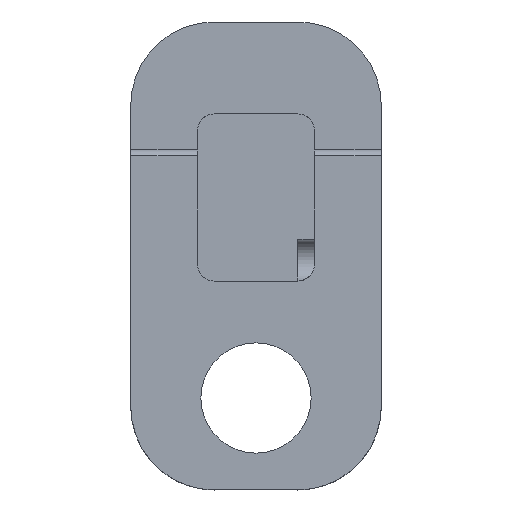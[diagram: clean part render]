
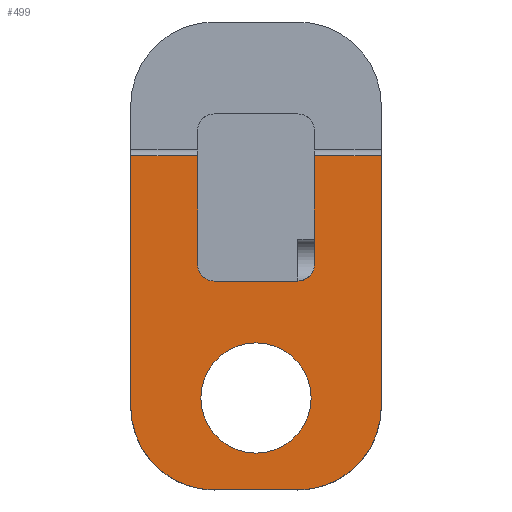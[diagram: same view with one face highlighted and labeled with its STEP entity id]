
A CAD part, top view. The second image highlights one B-rep face of the part: STEP entity #499.
In plain terms, the highlighted planar face has unit normal (0, 0, 1).
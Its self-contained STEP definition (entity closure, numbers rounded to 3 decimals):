
#18=FACE_BOUND('',#84,.T.);
#32=PLANE('',#564);
#57=FACE_OUTER_BOUND('',#83,.T.);
#83=EDGE_LOOP('',(#444,#445,#446,#447,#448,#449,#450,#451,#452,#453,#454,
#455));
#84=EDGE_LOOP('',(#456,#457));
#91=LINE('',#732,#134);
#101=LINE('',#762,#144);
#105=LINE('',#781,#148);
#107=LINE('',#789,#150);
#109=LINE('',#795,#152);
#115=LINE('',#818,#158);
#121=LINE('',#856,#164);
#129=LINE('',#877,#172);
#134=VECTOR('',#583,10.);
#144=VECTOR('',#609,10.);
#148=VECTOR('',#619,10.);
#150=VECTOR('',#629,10.);
#152=VECTOR('',#635,10.);
#158=VECTOR('',#649,10.);
#164=VECTOR('',#681,10.);
#172=VECTOR('',#709,10.);
#181=CIRCLE('',#530,1.);
#182=CIRCLE('',#533,1.);
#185=CIRCLE('',#539,5.);
#193=CIRCLE('',#550,3.3);
#194=CIRCLE('',#551,3.3);
#195=CIRCLE('',#553,5.);
#205=VERTEX_POINT('',#729);
#206=VERTEX_POINT('',#731);
#217=VERTEX_POINT('',#759);
#218=VERTEX_POINT('',#761);
#219=VERTEX_POINT('',#775);
#220=VERTEX_POINT('',#779);
#222=VERTEX_POINT('',#787);
#224=VERTEX_POINT('',#792);
#225=VERTEX_POINT('',#797);
#226=VERTEX_POINT('',#798);
#240=VERTEX_POINT('',#844);
#241=VERTEX_POINT('',#846);
#242=VERTEX_POINT('',#850);
#243=VERTEX_POINT('',#851);
#254=EDGE_CURVE('',#206,#205,#91,.T.);
#269=EDGE_CURVE('',#218,#217,#101,.T.);
#273=EDGE_CURVE('',#219,#205,#181,.T.);
#275=EDGE_CURVE('',#219,#220,#105,.T.);
#276=EDGE_CURVE('',#218,#220,#182,.T.);
#279=EDGE_CURVE('',#217,#222,#107,.T.);
#282=EDGE_CURVE('',#224,#206,#109,.T.);
#283=EDGE_CURVE('',#225,#226,#185,.T.);
#291=EDGE_CURVE('',#225,#224,#115,.T.);
#303=EDGE_CURVE('',#241,#240,#193,.T.);
#304=EDGE_CURVE('',#240,#241,#194,.T.);
#305=EDGE_CURVE('',#242,#243,#195,.T.);
#308=EDGE_CURVE('',#222,#243,#121,.T.);
#319=EDGE_CURVE('',#242,#226,#129,.T.);
#444=ORIENTED_EDGE('',*,*,#283,.F.);
#445=ORIENTED_EDGE('',*,*,#291,.T.);
#446=ORIENTED_EDGE('',*,*,#282,.T.);
#447=ORIENTED_EDGE('',*,*,#254,.T.);
#448=ORIENTED_EDGE('',*,*,#273,.F.);
#449=ORIENTED_EDGE('',*,*,#275,.T.);
#450=ORIENTED_EDGE('',*,*,#276,.F.);
#451=ORIENTED_EDGE('',*,*,#269,.T.);
#452=ORIENTED_EDGE('',*,*,#279,.T.);
#453=ORIENTED_EDGE('',*,*,#308,.T.);
#454=ORIENTED_EDGE('',*,*,#305,.F.);
#455=ORIENTED_EDGE('',*,*,#319,.T.);
#456=ORIENTED_EDGE('',*,*,#303,.T.);
#457=ORIENTED_EDGE('',*,*,#304,.T.);
#499=ADVANCED_FACE('',(#57,#18),#32,.T.);
#530=AXIS2_PLACEMENT_3D('',#777,#614,#615);
#533=AXIS2_PLACEMENT_3D('',#783,#622,#623);
#539=AXIS2_PLACEMENT_3D('',#799,#638,#639);
#550=AXIS2_PLACEMENT_3D('',#847,#669,#670);
#551=AXIS2_PLACEMENT_3D('',#848,#671,#672);
#553=AXIS2_PLACEMENT_3D('',#852,#675,#676);
#564=AXIS2_PLACEMENT_3D('',#876,#707,#708);
#583=DIRECTION('',(0.,-1.,0.));
#609=DIRECTION('',(0.,1.,0.));
#614=DIRECTION('center_axis',(0.,0.,1.));
#615=DIRECTION('ref_axis',(0.707,-0.707,0.));
#619=DIRECTION('',(-1.,0.,0.));
#622=DIRECTION('center_axis',(0.,0.,1.));
#623=DIRECTION('ref_axis',(-0.707,-0.707,0.));
#629=DIRECTION('',(-1.,0.,0.));
#635=DIRECTION('',(-1.,0.,0.));
#638=DIRECTION('center_axis',(0.,0.,-1.));
#639=DIRECTION('ref_axis',(0.707,-0.707,0.));
#649=DIRECTION('',(0.,1.,0.));
#669=DIRECTION('center_axis',(0.,0.,-1.));
#670=DIRECTION('ref_axis',(-1.,0.,0.));
#671=DIRECTION('center_axis',(0.,0.,-1.));
#672=DIRECTION('ref_axis',(-1.,0.,0.));
#675=DIRECTION('center_axis',(0.,0.,-1.));
#676=DIRECTION('ref_axis',(-0.707,-0.707,0.));
#681=DIRECTION('',(0.,-1.,0.));
#707=DIRECTION('center_axis',(0.,0.,1.));
#708=DIRECTION('ref_axis',(1.,0.,0.));
#709=DIRECTION('',(1.,0.,0.));
#729=CARTESIAN_POINT('',(3.5,-0.5,3.));
#731=CARTESIAN_POINT('',(3.5,6.,3.));
#732=CARTESIAN_POINT('',(3.5,4.25,3.));
#759=CARTESIAN_POINT('',(-3.5,6.,3.));
#761=CARTESIAN_POINT('',(-3.5,-0.5,3.));
#762=CARTESIAN_POINT('',(-3.5,-0.75,3.));
#775=CARTESIAN_POINT('',(2.5,-1.5,3.));
#777=CARTESIAN_POINT('Origin',(2.5,-0.5,3.));
#779=CARTESIAN_POINT('',(-2.5,-1.5,3.));
#781=CARTESIAN_POINT('',(1.75,-1.5,3.));
#783=CARTESIAN_POINT('Origin',(-2.5,-0.5,3.));
#787=CARTESIAN_POINT('',(-7.5,6.,3.));
#789=CARTESIAN_POINT('',(3.75,6.,3.));
#792=CARTESIAN_POINT('',(7.5,6.,3.));
#795=CARTESIAN_POINT('',(3.75,6.,3.));
#797=CARTESIAN_POINT('',(7.5,-9.,3.));
#798=CARTESIAN_POINT('',(2.5,-14.,3.));
#799=CARTESIAN_POINT('Origin',(2.5,-9.,3.));
#818=CARTESIAN_POINT('',(7.5,-14.,3.));
#844=CARTESIAN_POINT('',(3.3,-8.5,3.));
#846=CARTESIAN_POINT('',(-3.3,-8.5,3.));
#847=CARTESIAN_POINT('Origin',(0.,-8.5,
3.));
#848=CARTESIAN_POINT('Origin',(0.,-8.5,
3.));
#850=CARTESIAN_POINT('',(-2.5,-14.,3.));
#851=CARTESIAN_POINT('',(-7.5,-9.,3.));
#852=CARTESIAN_POINT('Origin',(-2.5,-9.,3.));
#856=CARTESIAN_POINT('',(-7.5,14.,3.));
#876=CARTESIAN_POINT('Origin',(0.,0.,
3.));
#877=CARTESIAN_POINT('',(-7.5,-14.,3.));
